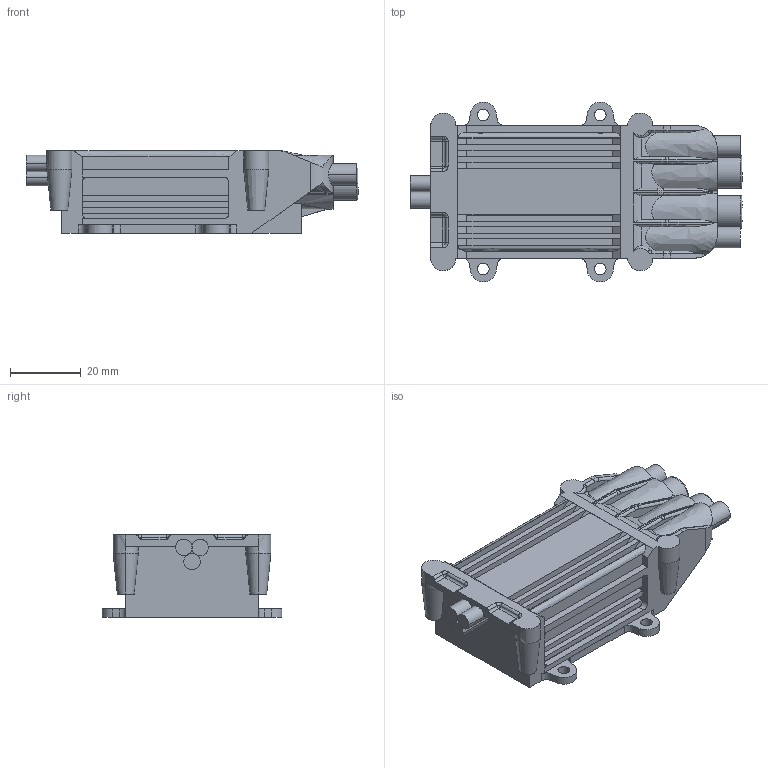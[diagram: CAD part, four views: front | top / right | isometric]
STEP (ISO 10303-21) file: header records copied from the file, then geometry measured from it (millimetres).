
FILE_DESCRIPTION(('FreeCAD Model'),'2;1');
FILE_NAME('Open CASCADE Shape Model','2025-04-27T08:18:22',('FreeCAD'),( 'FreeCAD'),'Open CASCADE STEP processor 7.6','FreeCAD','Unknown');
FILE_SCHEMA(('AUTOMOTIVE_DESIGN { 1 0 10303 214 1 1 1 1 }'));
Length unit declared in the file: millimetre
Products named in the file (1): Open CASCADE STEP translator 7.6 1
Bounding box: 94.06 x 50.98 x 23.29 mm (x, y, z)
Volume: 57862.1 mm3; surface area: 27076.8 mm2
Topology: 11 solids, 13 shells, 374 faces, 997 edges, 646 vertices
Faces by surface type: bspline 374
Entity records: 11606 total; most frequent: CARTESIAN_POINT 5870, ORIENTED_EDGE 1992, EDGE_CURVE 996, B_SPLINE_CURVE_WITH_KNOTS 715, VERTEX_POINT 646, FACE_BOUND 384, EDGE_LOOP 384, ADVANCED_FACE 374
